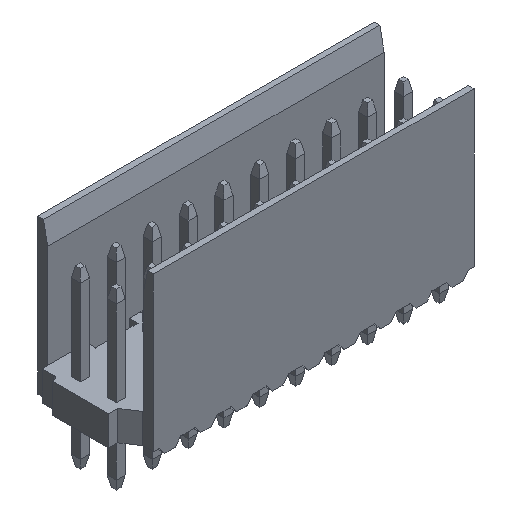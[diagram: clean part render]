
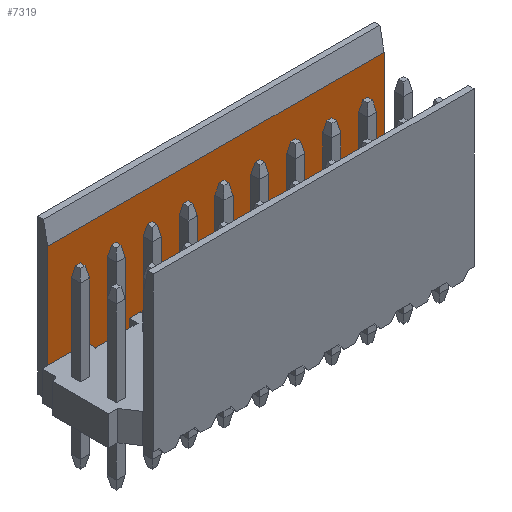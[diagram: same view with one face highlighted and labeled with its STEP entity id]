
A CAD part, isometric view. The second image highlights one B-rep face of the part: STEP entity #7319.
In plain terms, the highlighted planar face has unit normal (0, -1, 0).
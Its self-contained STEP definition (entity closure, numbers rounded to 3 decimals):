
#631=CARTESIAN_POINT('',(-8.09,3.11,2.6));
#632=VERTEX_POINT('',#631);
#633=CARTESIAN_POINT('',(-8.09,3.11,9.9));
#634=VERTEX_POINT('',#633);
#635=CARTESIAN_POINT('',(-8.09,3.11,2.6));
#636=DIRECTION('',(0.,0.,1.));
#637=VECTOR('',#636,7.3);
#638=LINE('',#635,#637);
#639=EDGE_CURVE('',#632,#634,#638,.T.);
#921=CARTESIAN_POINT('',(-1.5,3.11,2.6));
#922=VERTEX_POINT('',#921);
#939=CARTESIAN_POINT('',(-1.5,3.11,1.9));
#940=VERTEX_POINT('',#939);
#947=CARTESIAN_POINT('',(-1.5,3.11,1.9));
#948=DIRECTION('',(0.,0.,1.));
#949=VECTOR('',#948,0.7);
#950=LINE('',#947,#949);
#951=EDGE_CURVE('',#940,#922,#950,.T.);
#963=CARTESIAN_POINT('',(-2.3,3.11,2.6));
#964=VERTEX_POINT('',#963);
#971=CARTESIAN_POINT('',(-2.3,3.11,1.9));
#972=VERTEX_POINT('',#971);
#973=CARTESIAN_POINT('',(-2.3,3.11,2.6));
#974=DIRECTION('',(0.,0.,-1.));
#975=VECTOR('',#974,0.7);
#976=LINE('',#973,#975);
#977=EDGE_CURVE('',#964,#972,#976,.T.);
#1032=CARTESIAN_POINT('',(-5.3,3.11,2.6));
#1033=VERTEX_POINT('',#1032);
#1041=CARTESIAN_POINT('',(-5.3,3.11,1.9));
#1042=VERTEX_POINT('',#1041);
#1049=CARTESIAN_POINT('',(-5.3,3.11,1.9));
#1050=DIRECTION('',(0.,0.,1.));
#1051=VECTOR('',#1050,0.7);
#1052=LINE('',#1049,#1051);
#1053=EDGE_CURVE('',#1042,#1033,#1052,.T.);
#1206=CARTESIAN_POINT('',(-2.3,3.11,1.9));
#1207=DIRECTION('',(-1.,0.,0.));
#1208=VECTOR('',#1207,3.);
#1209=LINE('',#1206,#1208);
#1210=EDGE_CURVE('',#972,#1042,#1209,.T.);
#4382=CARTESIAN_POINT('',(15.71,3.11,9.9));
#4383=VERTEX_POINT('',#4382);
#4390=CARTESIAN_POINT('',(15.71,3.11,2.6));
#4391=VERTEX_POINT('',#4390);
#4392=CARTESIAN_POINT('',(15.71,3.11,9.9));
#4393=DIRECTION('',(0.,0.,-1.));
#4394=VECTOR('',#4393,7.3);
#4395=LINE('',#4392,#4394);
#4396=EDGE_CURVE('',#4383,#4391,#4395,.T.);
#6443=CARTESIAN_POINT('',(12.92,3.11,2.6));
#6444=VERTEX_POINT('',#6443);
#6445=CARTESIAN_POINT('',(15.71,3.11,2.6));
#6446=DIRECTION('',(-1.,0.,0.));
#6447=VECTOR('',#6446,2.79);
#6448=LINE('',#6445,#6447);
#6449=EDGE_CURVE('',#4391,#6444,#6448,.T.);
#6467=CARTESIAN_POINT('',(9.92,3.11,2.6));
#6468=VERTEX_POINT('',#6467);
#6475=CARTESIAN_POINT('',(9.12,3.11,2.6));
#6476=VERTEX_POINT('',#6475);
#6477=CARTESIAN_POINT('',(9.92,3.11,2.6));
#6478=DIRECTION('',(-1.,0.,0.));
#6479=VECTOR('',#6478,0.8);
#6480=LINE('',#6477,#6479);
#6481=EDGE_CURVE('',#6468,#6476,#6480,.T.);
#6498=CARTESIAN_POINT('',(-1.5,3.11,2.6));
#6499=DIRECTION('',(-1.,0.,0.));
#6500=VECTOR('',#6499,0.8);
#6501=LINE('',#6498,#6500);
#6502=EDGE_CURVE('',#922,#964,#6501,.T.);
#6507=CARTESIAN_POINT('',(-5.3,3.11,2.6));
#6508=DIRECTION('',(-1.,0.,0.));
#6509=VECTOR('',#6508,2.79);
#6510=LINE('',#6507,#6509);
#6511=EDGE_CURVE('',#1033,#632,#6510,.T.);
#7260=CARTESIAN_POINT('',(3.81,3.11,5.9));
#7261=DIRECTION('',(0.,0.,1.));
#7262=DIRECTION('',(0.,-1.,0.));
#7263=AXIS2_PLACEMENT_3D('',#7260,#7262,#7261);
#7264=PLANE('',#7263);
#7265=CARTESIAN_POINT('',(9.12,3.11,1.9));
#7266=VERTEX_POINT('',#7265);
#7267=CARTESIAN_POINT('',(9.12,3.11,1.9));
#7268=DIRECTION('',(0.,0.,1.));
#7269=VECTOR('',#7268,0.7);
#7270=LINE('',#7267,#7269);
#7271=EDGE_CURVE('',#7266,#6476,#7270,.T.);
#7272=ORIENTED_EDGE('',*,*,#7271,.T.);
#7273=ORIENTED_EDGE('',*,*,#6481,.F.);
#7274=CARTESIAN_POINT('',(9.92,3.11,1.9));
#7275=VERTEX_POINT('',#7274);
#7276=CARTESIAN_POINT('',(9.92,3.11,2.6));
#7277=DIRECTION('',(0.,0.,-1.));
#7278=VECTOR('',#7277,0.7);
#7279=LINE('',#7276,#7278);
#7280=EDGE_CURVE('',#6468,#7275,#7279,.T.);
#7281=ORIENTED_EDGE('',*,*,#7280,.T.);
#7282=CARTESIAN_POINT('',(12.92,3.11,1.9));
#7283=VERTEX_POINT('',#7282);
#7284=CARTESIAN_POINT('',(9.92,3.11,1.9));
#7285=DIRECTION('',(1.,0.,0.));
#7286=VECTOR('',#7285,3.);
#7287=LINE('',#7284,#7286);
#7288=EDGE_CURVE('',#7275,#7283,#7287,.T.);
#7289=ORIENTED_EDGE('',*,*,#7288,.T.);
#7290=CARTESIAN_POINT('',(12.92,3.11,1.9));
#7291=DIRECTION('',(0.,0.,1.));
#7292=VECTOR('',#7291,0.7);
#7293=LINE('',#7290,#7292);
#7294=EDGE_CURVE('',#7283,#6444,#7293,.T.);
#7295=ORIENTED_EDGE('',*,*,#7294,.T.);
#7296=ORIENTED_EDGE('',*,*,#6449,.F.);
#7297=ORIENTED_EDGE('',*,*,#4396,.F.);
#7298=CARTESIAN_POINT('',(15.71,3.11,9.9));
#7299=DIRECTION('',(-1.,0.,0.));
#7300=VECTOR('',#7299,23.8);
#7301=LINE('',#7298,#7300);
#7302=EDGE_CURVE('',#4383,#634,#7301,.T.);
#7303=ORIENTED_EDGE('',*,*,#7302,.T.);
#7304=ORIENTED_EDGE('',*,*,#639,.F.);
#7305=ORIENTED_EDGE('',*,*,#6511,.F.);
#7306=ORIENTED_EDGE('',*,*,#1053,.F.);
#7307=ORIENTED_EDGE('',*,*,#1210,.F.);
#7308=ORIENTED_EDGE('',*,*,#977,.F.);
#7309=ORIENTED_EDGE('',*,*,#6502,.F.);
#7310=ORIENTED_EDGE('',*,*,#951,.F.);
#7311=CARTESIAN_POINT('',(-1.5,3.11,1.9));
#7312=DIRECTION('',(1.,0.,0.));
#7313=VECTOR('',#7312,10.62);
#7314=LINE('',#7311,#7313);
#7315=EDGE_CURVE('',#940,#7266,#7314,.T.);
#7316=ORIENTED_EDGE('',*,*,#7315,.T.);
#7317=EDGE_LOOP('',(#7272,#7273,#7281,#7289,#7295,#7296,#7297,#7303,#7304,#7305,#7306,#7307,#7308,#7309,#7310,#7316));
#7318=FACE_OUTER_BOUND('',#7317,.T.);
#7319=ADVANCED_FACE('',(#7318),#7264,.T.);
